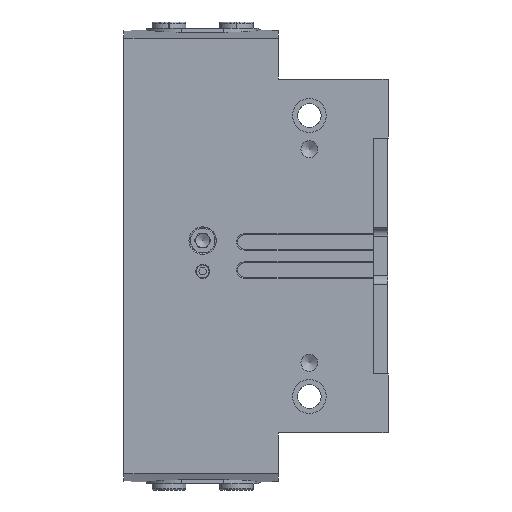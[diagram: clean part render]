
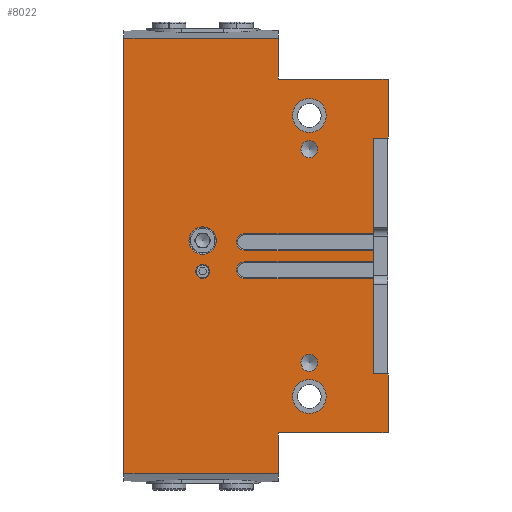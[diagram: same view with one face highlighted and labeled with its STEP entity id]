
A CAD part, left-side view. The second image highlights one B-rep face of the part: STEP entity #8022.
In plain terms, the highlighted planar face has unit normal (-1, 0, 0).
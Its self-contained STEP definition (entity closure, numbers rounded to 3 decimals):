
#325=CIRCLE('',#8478,2.5);
#326=CIRCLE('',#8479,4.865);
#327=CIRCLE('',#8480,3.);
#328=CIRCLE('',#8481,3.);
#329=CIRCLE('',#8482,6.);
#330=CIRCLE('',#8483,6.);
#331=CIRCLE('',#8484,2.9);
#332=CIRCLE('',#8485,2.9);
#686=ORIENTED_EDGE('',*,*,#2251,.F.);
#687=ORIENTED_EDGE('',*,*,#2252,.F.);
#688=ORIENTED_EDGE('',*,*,#2253,.F.);
#689=ORIENTED_EDGE('',*,*,#2254,.F.);
#690=ORIENTED_EDGE('',*,*,#2255,.F.);
#691=ORIENTED_EDGE('',*,*,#2256,.F.);
#692=ORIENTED_EDGE('',*,*,#2226,.T.);
#693=ORIENTED_EDGE('',*,*,#2257,.T.);
#694=ORIENTED_EDGE('',*,*,#2258,.T.);
#695=ORIENTED_EDGE('',*,*,#2259,.F.);
#696=ORIENTED_EDGE('',*,*,#2260,.T.);
#697=ORIENTED_EDGE('',*,*,#2261,.T.);
#698=ORIENTED_EDGE('',*,*,#2262,.T.);
#699=ORIENTED_EDGE('',*,*,#2263,.F.);
#700=ORIENTED_EDGE('',*,*,#2264,.T.);
#701=ORIENTED_EDGE('',*,*,#2265,.T.);
#702=ORIENTED_EDGE('',*,*,#2266,.T.);
#703=ORIENTED_EDGE('',*,*,#2267,.T.);
#704=ORIENTED_EDGE('',*,*,#2218,.T.);
#705=ORIENTED_EDGE('',*,*,#2268,.F.);
#706=ORIENTED_EDGE('',*,*,#2269,.T.);
#707=ORIENTED_EDGE('',*,*,#2140,.F.);
#708=ORIENTED_EDGE('',*,*,#2270,.F.);
#709=ORIENTED_EDGE('',*,*,#2150,.T.);
#710=ORIENTED_EDGE('',*,*,#2271,.T.);
#711=ORIENTED_EDGE('',*,*,#2272,.T.);
#2140=EDGE_CURVE('',#2927,#2924,#3486,.T.);
#2150=EDGE_CURVE('',#2938,#2937,#3489,.T.);
#2218=EDGE_CURVE('',#3004,#3005,#3523,.T.);
#2226=EDGE_CURVE('',#3013,#3011,#3528,.T.);
#2251=EDGE_CURVE('',#3033,#3033,#325,.F.);
#2252=EDGE_CURVE('',#3034,#3034,#326,.T.);
#2253=EDGE_CURVE('',#3035,#3035,#327,.T.);
#2254=EDGE_CURVE('',#3036,#3036,#328,.T.);
#2255=EDGE_CURVE('',#3037,#3037,#329,.T.);
#2256=EDGE_CURVE('',#3038,#3038,#330,.T.);
#2257=EDGE_CURVE('',#3011,#3039,#3545,.T.);
#2258=EDGE_CURVE('',#3039,#3040,#3546,.T.);
#2259=EDGE_CURVE('',#3041,#3040,#3547,.T.);
#2260=EDGE_CURVE('',#3041,#3042,#331,.T.);
#2261=EDGE_CURVE('',#3042,#3043,#3548,.T.);
#2262=EDGE_CURVE('',#3043,#3044,#3549,.T.);
#2263=EDGE_CURVE('',#3045,#3044,#3550,.T.);
#2264=EDGE_CURVE('',#3045,#3046,#332,.T.);
#2265=EDGE_CURVE('',#3046,#3047,#3551,.T.);
#2266=EDGE_CURVE('',#3047,#3048,#3552,.T.);
#2267=EDGE_CURVE('',#3048,#3004,#3553,.T.);
#2268=EDGE_CURVE('',#3049,#3005,#3554,.T.);
#2269=EDGE_CURVE('',#3049,#2924,#3555,.T.);
#2270=EDGE_CURVE('',#2938,#2927,#3556,.T.);
#2271=EDGE_CURVE('',#2937,#3050,#3557,.T.);
#2272=EDGE_CURVE('',#3050,#3013,#3558,.T.);
#2924=VERTEX_POINT('',#10938);
#2927=VERTEX_POINT('',#10943);
#2937=VERTEX_POINT('',#10992);
#2938=VERTEX_POINT('',#10994);
#3004=VERTEX_POINT('',#11316);
#3005=VERTEX_POINT('',#11317);
#3011=VERTEX_POINT('',#11331);
#3013=VERTEX_POINT('',#11334);
#3033=VERTEX_POINT('',#11381);
#3034=VERTEX_POINT('',#11383);
#3035=VERTEX_POINT('',#11385);
#3036=VERTEX_POINT('',#11387);
#3037=VERTEX_POINT('',#11389);
#3038=VERTEX_POINT('',#11391);
#3039=VERTEX_POINT('',#11393);
#3040=VERTEX_POINT('',#11395);
#3041=VERTEX_POINT('',#11397);
#3042=VERTEX_POINT('',#11399);
#3043=VERTEX_POINT('',#11401);
#3044=VERTEX_POINT('',#11403);
#3045=VERTEX_POINT('',#11405);
#3046=VERTEX_POINT('',#11407);
#3047=VERTEX_POINT('',#11409);
#3048=VERTEX_POINT('',#11411);
#3049=VERTEX_POINT('',#11414);
#3050=VERTEX_POINT('',#11418);
#3486=LINE('',#10944,#3978);
#3489=LINE('',#10993,#3981);
#3523=LINE('',#11315,#4015);
#3528=LINE('',#11333,#4020);
#3545=LINE('',#11392,#4037);
#3546=LINE('',#11394,#4038);
#3547=LINE('',#11396,#4039);
#3548=LINE('',#11400,#4040);
#3549=LINE('',#11402,#4041);
#3550=LINE('',#11404,#4042);
#3551=LINE('',#11408,#4043);
#3552=LINE('',#11410,#4044);
#3553=LINE('',#11412,#4045);
#3554=LINE('',#11413,#4046);
#3555=LINE('',#11415,#4047);
#3556=LINE('',#11416,#4048);
#3557=LINE('',#11417,#4049);
#3558=LINE('',#11419,#4050);
#3978=VECTOR('',#9107,1000.);
#3981=VECTOR('',#9118,1000.);
#4015=VECTOR('',#9228,1000.);
#4020=VECTOR('',#9241,1000.);
#4037=VECTOR('',#9290,1000.);
#4038=VECTOR('',#9291,1000.);
#4039=VECTOR('',#9292,1000.);
#4040=VECTOR('',#9295,1000.);
#4041=VECTOR('',#9296,1000.);
#4042=VECTOR('',#9297,1000.);
#4043=VECTOR('',#9300,1000.);
#4044=VECTOR('',#9301,1000.);
#4045=VECTOR('',#9302,1000.);
#4046=VECTOR('',#9303,1000.);
#4047=VECTOR('',#9304,1000.);
#4048=VECTOR('',#9305,1000.);
#4049=VECTOR('',#9306,1000.);
#4050=VECTOR('',#9307,1000.);
#4517=EDGE_LOOP('',(#686));
#4518=EDGE_LOOP('',(#687));
#4519=EDGE_LOOP('',(#688));
#4520=EDGE_LOOP('',(#689));
#4521=EDGE_LOOP('',(#690));
#4522=EDGE_LOOP('',(#691));
#4523=EDGE_LOOP('',(#692,#693,#694,#695,#696,#697,#698,#699,#700,#701,#702,
#703,#704,#705,#706,#707,#708,#709,#710,#711));
#5069=FACE_BOUND('',#4517,.T.);
#5070=FACE_BOUND('',#4518,.T.);
#5071=FACE_BOUND('',#4519,.T.);
#5072=FACE_BOUND('',#4520,.T.);
#5073=FACE_BOUND('',#4521,.T.);
#5074=FACE_BOUND('',#4522,.T.);
#5075=FACE_BOUND('',#4523,.T.);
#5587=PLANE('',#8477);
#8022=ADVANCED_FACE('',(#5069,#5070,#5071,#5072,#5073,#5074,#5075),#5587,
 .F.);
#8477=AXIS2_PLACEMENT_3D('',#11379,#9276,#9277);
#8478=AXIS2_PLACEMENT_3D('',#11380,#9278,#9279);
#8479=AXIS2_PLACEMENT_3D('',#11382,#9280,#9281);
#8480=AXIS2_PLACEMENT_3D('',#11384,#9282,#9283);
#8481=AXIS2_PLACEMENT_3D('',#11386,#9284,#9285);
#8482=AXIS2_PLACEMENT_3D('',#11388,#9286,#9287);
#8483=AXIS2_PLACEMENT_3D('',#11390,#9288,#9289);
#8484=AXIS2_PLACEMENT_3D('',#11398,#9293,#9294);
#8485=AXIS2_PLACEMENT_3D('',#11406,#9298,#9299);
#9107=DIRECTION('',(0.,-1.,0.));
#9118=DIRECTION('',(0.,-1.,0.));
#9228=DIRECTION('',(0.,0.,1.));
#9241=DIRECTION('',(0.,0.,1.));
#9276=DIRECTION('',(1.,0.,0.));
#9277=DIRECTION('',(0.,0.,-1.));
#9278=DIRECTION('',(1.,0.,0.));
#9279=DIRECTION('',(0.,0.,-1.));
#9280=DIRECTION('',(-1.,0.,0.));
#9281=DIRECTION('',(0.,0.,1.));
#9282=DIRECTION('',(-1.,0.,0.));
#9283=DIRECTION('',(0.,0.,1.));
#9284=DIRECTION('',(-1.,0.,0.));
#9285=DIRECTION('',(0.,0.,1.));
#9286=DIRECTION('',(-1.,0.,0.));
#9287=DIRECTION('',(0.,0.,1.));
#9288=DIRECTION('',(-1.,0.,0.));
#9289=DIRECTION('',(0.,0.,1.));
#9290=DIRECTION('',(0.,1.,0.));
#9291=DIRECTION('',(0.,0.,1.));
#9292=DIRECTION('',(0.,-1.,0.));
#9293=DIRECTION('',(1.,0.,0.));
#9294=DIRECTION('',(0.,0.,-1.));
#9295=DIRECTION('',(0.,-1.,0.));
#9296=DIRECTION('',(0.,0.,1.));
#9297=DIRECTION('',(0.,-1.,0.));
#9298=DIRECTION('',(1.,0.,0.));
#9299=DIRECTION('',(0.,0.,-1.));
#9300=DIRECTION('',(0.,-1.,0.));
#9301=DIRECTION('',(0.,0.,1.));
#9302=DIRECTION('',(0.,-1.,0.));
#9303=DIRECTION('',(0.,-1.,0.));
#9304=DIRECTION('',(0.,0.,1.));
#9305=DIRECTION('',(0.,0.,1.));
#9306=DIRECTION('',(0.,0.,1.));
#9307=DIRECTION('',(0.,-1.,0.));
#10938=CARTESIAN_POINT('',(-36.,39.,77.535));
#10943=CARTESIAN_POINT('',(-36.,94.,77.535));
#10944=CARTESIAN_POINT('',(-36.,94.,77.535));
#10992=CARTESIAN_POINT('',(-36.,39.,-77.535));
#10993=CARTESIAN_POINT('',(-36.,94.,-77.535));
#10994=CARTESIAN_POINT('',(-36.,94.,-77.535));
#11315=CARTESIAN_POINT('',(-36.,0.,-77.535));
#11316=CARTESIAN_POINT('',(-36.,0.,42.));
#11317=CARTESIAN_POINT('',(-36.,0.,63.));
#11331=CARTESIAN_POINT('',(-36.,0.,-42.));
#11333=CARTESIAN_POINT('',(-36.,0.,-77.535));
#11334=CARTESIAN_POINT('',(-36.,0.,-63.));
#11379=CARTESIAN_POINT('',(-36.,94.,-77.535));
#11380=CARTESIAN_POINT('',(-36.,66.,-5.5));
#11381=CARTESIAN_POINT('',(-36.,66.,-8.));
#11382=CARTESIAN_POINT('',(-36.,66.,5.5));
#11383=CARTESIAN_POINT('',(-36.,66.,10.365));
#11384=CARTESIAN_POINT('',(-36.,28.,38.));
#11385=CARTESIAN_POINT('',(-36.,28.,41.));
#11386=CARTESIAN_POINT('',(-36.,28.,-38.));
#11387=CARTESIAN_POINT('',(-36.,28.,-35.));
#11388=CARTESIAN_POINT('',(-36.,28.,50.));
#11389=CARTESIAN_POINT('',(-36.,28.,56.));
#11390=CARTESIAN_POINT('',(-36.,28.,-50.));
#11391=CARTESIAN_POINT('',(-36.,28.,-44.));
#11392=CARTESIAN_POINT('',(-36.,94.,-42.));
#11393=CARTESIAN_POINT('',(-36.,5.1,-42.));
#11394=CARTESIAN_POINT('',(-36.,5.1,-77.535));
#11395=CARTESIAN_POINT('',(-36.,5.1,-7.9));
#11396=CARTESIAN_POINT('',(-36.,51.,-7.9));
#11397=CARTESIAN_POINT('',(-36.,51.,-7.9));
#11398=CARTESIAN_POINT('',(-36.,51.,-5.));
#11399=CARTESIAN_POINT('',(-36.,51.,-2.1));
#11400=CARTESIAN_POINT('',(-36.,51.,-2.1));
#11401=CARTESIAN_POINT('',(-36.,5.1,-2.1));
#11402=CARTESIAN_POINT('',(-36.,5.1,-77.535));
#11403=CARTESIAN_POINT('',(-36.,5.1,2.1));
#11404=CARTESIAN_POINT('',(-36.,51.,2.1));
#11405=CARTESIAN_POINT('',(-36.,51.,2.1));
#11406=CARTESIAN_POINT('',(-36.,51.,5.));
#11407=CARTESIAN_POINT('',(-36.,51.,7.9));
#11408=CARTESIAN_POINT('',(-36.,51.,7.9));
#11409=CARTESIAN_POINT('',(-36.,5.1,7.9));
#11410=CARTESIAN_POINT('',(-36.,5.1,-77.535));
#11411=CARTESIAN_POINT('',(-36.,5.1,42.));
#11412=CARTESIAN_POINT('',(-36.,94.,42.));
#11413=CARTESIAN_POINT('',(-36.,39.,63.));
#11414=CARTESIAN_POINT('',(-36.,39.,63.));
#11415=CARTESIAN_POINT('',(-36.,39.,-77.535));
#11416=CARTESIAN_POINT('',(-36.,94.,-77.535));
#11417=CARTESIAN_POINT('',(-36.,39.,-77.535));
#11418=CARTESIAN_POINT('',(-36.,39.,-63.));
#11419=CARTESIAN_POINT('',(-36.,39.,-63.));
